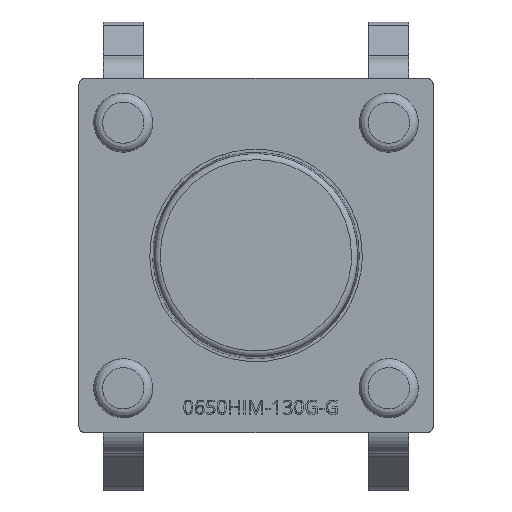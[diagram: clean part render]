
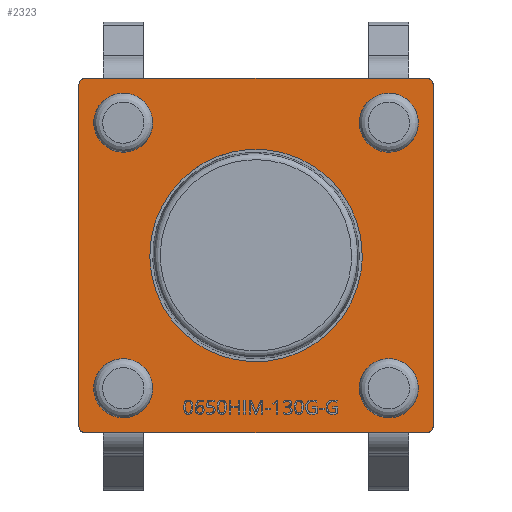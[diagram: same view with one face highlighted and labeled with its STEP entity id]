
A CAD part, top view. The second image highlights one B-rep face of the part: STEP entity #2323.
In plain terms, the highlighted free-form (B-spline) face has degree [1, 1] with [2, 2] control points.
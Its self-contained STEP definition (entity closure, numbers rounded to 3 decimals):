
#2121 = VERTEX_POINT('',#2122);
#2122 = CARTESIAN_POINT('',(-4.25,4.108,
    4.519));
#2127 = EDGE_CURVE('',#2121,#2128,#2130,.T.);
#2128 = VERTEX_POINT('',#2129);
#2129 = CARTESIAN_POINT('',(-4.25,-4.108,
    4.519));
#2130 = B_SPLINE_CURVE_WITH_KNOTS('',1,(#2131,#2132),.UNSPECIFIED.,.F.,
  .F.,(2,2),(0.1,5.9),.PIECEWISE_BEZIER_KNOTS.);
#2131 = CARTESIAN_POINT('',(-4.25,4.108,
    4.519));
#2132 = CARTESIAN_POINT('',(-4.25,-4.108,
    4.519));
#2278 = EDGE_CURVE('',#2121,#2279,#2281,.T.);
#2279 = VERTEX_POINT('',#2280);
#2280 = CARTESIAN_POINT('',(-4.108,4.25,
    4.519));
#2281 = ( BOUNDED_CURVE() B_SPLINE_CURVE(2,(#2282,#2283,#2284),
.UNSPECIFIED.,.F.,.F.) B_SPLINE_CURVE_WITH_KNOTS((3,3),(1.571,
3.142),.PIECEWISE_BEZIER_KNOTS.) CURVE() 
GEOMETRIC_REPRESENTATION_ITEM() RATIONAL_B_SPLINE_CURVE((1.,
0.707,1.)) REPRESENTATION_ITEM('') );
#2282 = CARTESIAN_POINT('',(-4.25,4.108,
    4.519));
#2283 = CARTESIAN_POINT('',(-4.25,4.25,
    4.519));
#2284 = CARTESIAN_POINT('',(-4.108,4.25,
    4.519));
#2304 = VERTEX_POINT('',#2305);
#2305 = CARTESIAN_POINT('',(-4.108,-4.25,
    4.519));
#2310 = EDGE_CURVE('',#2128,#2304,#2311,.T.);
#2311 = ( BOUNDED_CURVE() B_SPLINE_CURVE(2,(#2312,#2313,#2314),
.UNSPECIFIED.,.F.,.F.) B_SPLINE_CURVE_WITH_KNOTS((3,3),(4.712,
6.283),.PIECEWISE_BEZIER_KNOTS.) CURVE() 
GEOMETRIC_REPRESENTATION_ITEM() RATIONAL_B_SPLINE_CURVE((1.,
0.707,1.)) REPRESENTATION_ITEM('') );
#2312 = CARTESIAN_POINT('',(-4.25,-4.108,
    4.519));
#2313 = CARTESIAN_POINT('',(-4.25,-4.25,
    4.519));
#2314 = CARTESIAN_POINT('',(-4.108,-4.25,
    4.519));
#2323 = ADVANCED_FACE('',(#2324,#2364,#2378,#2392,#2406,#2420),#2434,.T.
  );
#2324 = FACE_BOUND('',#2325,.T.);
#2325 = EDGE_LOOP('',(#2326,#2327,#2328,#2335,#2343,#2350,#2358,#2363));
#2326 = ORIENTED_EDGE('',*,*,#2127,.T.);
#2327 = ORIENTED_EDGE('',*,*,#2310,.T.);
#2328 = ORIENTED_EDGE('',*,*,#2329,.T.);
#2329 = EDGE_CURVE('',#2304,#2330,#2332,.T.);
#2330 = VERTEX_POINT('',#2331);
#2331 = CARTESIAN_POINT('',(4.108,-4.25,
    4.519));
#2332 = B_SPLINE_CURVE_WITH_KNOTS('',1,(#2333,#2334),.UNSPECIFIED.,.F.,
  .F.,(2,2),(0.1,5.9),.PIECEWISE_BEZIER_KNOTS.);
#2333 = CARTESIAN_POINT('',(-4.108,-4.25,
    4.519));
#2334 = CARTESIAN_POINT('',(4.108,-4.25,
    4.519));
#2335 = ORIENTED_EDGE('',*,*,#2336,.T.);
#2336 = EDGE_CURVE('',#2330,#2337,#2339,.T.);
#2337 = VERTEX_POINT('',#2338);
#2338 = CARTESIAN_POINT('',(4.25,-4.108,
    4.519));
#2339 = ( BOUNDED_CURVE() B_SPLINE_CURVE(2,(#2340,#2341,#2342),
.UNSPECIFIED.,.F.,.F.) B_SPLINE_CURVE_WITH_KNOTS((3,3),(0.,
1.571),.PIECEWISE_BEZIER_KNOTS.) CURVE() 
GEOMETRIC_REPRESENTATION_ITEM() RATIONAL_B_SPLINE_CURVE((1.,
0.707,1.)) REPRESENTATION_ITEM('') );
#2340 = CARTESIAN_POINT('',(4.108,-4.25,
    4.519));
#2341 = CARTESIAN_POINT('',(4.25,-4.25,
    4.519));
#2342 = CARTESIAN_POINT('',(4.25,-4.108,
    4.519));
#2343 = ORIENTED_EDGE('',*,*,#2344,.T.);
#2344 = EDGE_CURVE('',#2337,#2345,#2347,.T.);
#2345 = VERTEX_POINT('',#2346);
#2346 = CARTESIAN_POINT('',(4.25,4.108,4.519
    ));
#2347 = B_SPLINE_CURVE_WITH_KNOTS('',1,(#2348,#2349),.UNSPECIFIED.,.F.,
  .F.,(2,2),(0.1,5.9),.PIECEWISE_BEZIER_KNOTS.);
#2348 = CARTESIAN_POINT('',(4.25,-4.108,
    4.519));
#2349 = CARTESIAN_POINT('',(4.25,4.108,4.519
    ));
#2350 = ORIENTED_EDGE('',*,*,#2351,.T.);
#2351 = EDGE_CURVE('',#2345,#2352,#2354,.T.);
#2352 = VERTEX_POINT('',#2353);
#2353 = CARTESIAN_POINT('',(4.108,4.25,4.519
    ));
#2354 = ( BOUNDED_CURVE() B_SPLINE_CURVE(2,(#2355,#2356,#2357),
.UNSPECIFIED.,.F.,.F.) B_SPLINE_CURVE_WITH_KNOTS((3,3),(1.571,
3.142),.PIECEWISE_BEZIER_KNOTS.) CURVE() 
GEOMETRIC_REPRESENTATION_ITEM() RATIONAL_B_SPLINE_CURVE((1.,
0.707,1.)) REPRESENTATION_ITEM('') );
#2355 = CARTESIAN_POINT('',(4.25,4.108,4.519
    ));
#2356 = CARTESIAN_POINT('',(4.25,4.25,4.519
    ));
#2357 = CARTESIAN_POINT('',(4.108,4.25,4.519
    ));
#2358 = ORIENTED_EDGE('',*,*,#2359,.T.);
#2359 = EDGE_CURVE('',#2352,#2279,#2360,.T.);
#2360 = B_SPLINE_CURVE_WITH_KNOTS('',1,(#2361,#2362),.UNSPECIFIED.,.F.,
  .F.,(2,2),(0.1,5.9),.PIECEWISE_BEZIER_KNOTS.);
#2361 = CARTESIAN_POINT('',(4.108,4.25,4.519
    ));
#2362 = CARTESIAN_POINT('',(-4.108,4.25,
    4.519));
#2363 = ORIENTED_EDGE('',*,*,#2278,.F.);
#2364 = FACE_BOUND('',#2365,.F.);
#2365 = EDGE_LOOP('',(#2366));
#2366 = ORIENTED_EDGE('',*,*,#2367,.T.);
#2367 = EDGE_CURVE('',#2368,#2368,#2370,.T.);
#2368 = VERTEX_POINT('',#2369);
#2369 = CARTESIAN_POINT('',(2.55,0.,
    4.519));
#2370 = ( BOUNDED_CURVE() B_SPLINE_CURVE(2,(#2371,#2372,#2373,#2374,
#2375,#2376,#2377),.UNSPECIFIED.,.T.,.F.) B_SPLINE_CURVE_WITH_KNOTS((1,2
    ,2,2,2,1),(-2.094,0.,2.094,4.189,
6.283,8.378),.UNSPECIFIED.) CURVE() 
GEOMETRIC_REPRESENTATION_ITEM() RATIONAL_B_SPLINE_CURVE((1.,0.5,1.,0.5,
1.,0.5,1.)) REPRESENTATION_ITEM('') );
#2371 = CARTESIAN_POINT('',(2.55,0.,
    4.519));
#2372 = CARTESIAN_POINT('',(2.55,4.416,4.519
    ));
#2373 = CARTESIAN_POINT('',(-1.275,2.208,
    4.519));
#2374 = CARTESIAN_POINT('',(-5.099,0.,
    4.519));
#2375 = CARTESIAN_POINT('',(-1.275,-2.208,
    4.519));
#2376 = CARTESIAN_POINT('',(2.55,-4.416,
    4.519));
#2377 = CARTESIAN_POINT('',(2.55,0.,
    4.519));
#2378 = FACE_BOUND('',#2379,.F.);
#2379 = EDGE_LOOP('',(#2380));
#2380 = ORIENTED_EDGE('',*,*,#2381,.T.);
#2381 = EDGE_CURVE('',#2382,#2382,#2384,.T.);
#2382 = VERTEX_POINT('',#2383);
#2383 = CARTESIAN_POINT('',(-2.656,-3.187,
    4.519));
#2384 = ( BOUNDED_CURVE() B_SPLINE_CURVE(2,(#2385,#2386,#2387,#2388,
#2389,#2390,#2391),.UNSPECIFIED.,.T.,.F.) B_SPLINE_CURVE_WITH_KNOTS((1,2
    ,2,2,2,1),(-2.094,0.,2.094,4.189,
6.283,8.378),.UNSPECIFIED.) CURVE() 
GEOMETRIC_REPRESENTATION_ITEM() RATIONAL_B_SPLINE_CURVE((1.,0.5,1.,0.5,
1.,0.5,1.)) REPRESENTATION_ITEM('') );
#2385 = CARTESIAN_POINT('',(-2.656,-3.187,
    4.519));
#2386 = CARTESIAN_POINT('',(-2.656,-2.267,
    4.519));
#2387 = CARTESIAN_POINT('',(-3.453,-2.727,
    4.519));
#2388 = CARTESIAN_POINT('',(-4.25,-3.187,
    4.519));
#2389 = CARTESIAN_POINT('',(-3.453,-3.647,
    4.519));
#2390 = CARTESIAN_POINT('',(-2.656,-4.107,
    4.519));
#2391 = CARTESIAN_POINT('',(-2.656,-3.187,
    4.519));
#2392 = FACE_BOUND('',#2393,.F.);
#2393 = EDGE_LOOP('',(#2394));
#2394 = ORIENTED_EDGE('',*,*,#2395,.T.);
#2395 = EDGE_CURVE('',#2396,#2396,#2398,.T.);
#2396 = VERTEX_POINT('',#2397);
#2397 = CARTESIAN_POINT('',(3.718,-3.187,
    4.519));
#2398 = ( BOUNDED_CURVE() B_SPLINE_CURVE(2,(#2399,#2400,#2401,#2402,
#2403,#2404,#2405),.UNSPECIFIED.,.T.,.F.) B_SPLINE_CURVE_WITH_KNOTS((1,2
    ,2,2,2,1),(-2.094,0.,2.094,4.189,
6.283,8.378),.UNSPECIFIED.) CURVE() 
GEOMETRIC_REPRESENTATION_ITEM() RATIONAL_B_SPLINE_CURVE((1.,0.5,1.,0.5,
1.,0.5,1.)) REPRESENTATION_ITEM('') );
#2399 = CARTESIAN_POINT('',(3.718,-3.187,
    4.519));
#2400 = CARTESIAN_POINT('',(3.718,-2.267,4.519
    ));
#2401 = CARTESIAN_POINT('',(2.922,-2.727,
    4.519));
#2402 = CARTESIAN_POINT('',(2.125,-3.187,
    4.519));
#2403 = CARTESIAN_POINT('',(2.922,-3.647,
    4.519));
#2404 = CARTESIAN_POINT('',(3.718,-4.107,
    4.519));
#2405 = CARTESIAN_POINT('',(3.718,-3.187,
    4.519));
#2406 = FACE_BOUND('',#2407,.F.);
#2407 = EDGE_LOOP('',(#2408));
#2408 = ORIENTED_EDGE('',*,*,#2409,.T.);
#2409 = EDGE_CURVE('',#2410,#2410,#2412,.T.);
#2410 = VERTEX_POINT('',#2411);
#2411 = CARTESIAN_POINT('',(3.718,3.187,4.519
    ));
#2412 = ( BOUNDED_CURVE() B_SPLINE_CURVE(2,(#2413,#2414,#2415,#2416,
#2417,#2418,#2419),.UNSPECIFIED.,.T.,.F.) B_SPLINE_CURVE_WITH_KNOTS((1,2
    ,2,2,2,1),(-2.094,0.,2.094,4.189,
6.283,8.378),.UNSPECIFIED.) CURVE() 
GEOMETRIC_REPRESENTATION_ITEM() RATIONAL_B_SPLINE_CURVE((1.,0.5,1.,0.5,
1.,0.5,1.)) REPRESENTATION_ITEM('') );
#2413 = CARTESIAN_POINT('',(3.718,3.187,4.519
    ));
#2414 = CARTESIAN_POINT('',(3.718,4.107,4.519
    ));
#2415 = CARTESIAN_POINT('',(2.922,3.647,4.519
    ));
#2416 = CARTESIAN_POINT('',(2.125,3.187,4.519
    ));
#2417 = CARTESIAN_POINT('',(2.922,2.727,4.519
    ));
#2418 = CARTESIAN_POINT('',(3.718,2.267,4.519)
  );
#2419 = CARTESIAN_POINT('',(3.718,3.187,4.519
    ));
#2420 = FACE_BOUND('',#2421,.F.);
#2421 = EDGE_LOOP('',(#2422));
#2422 = ORIENTED_EDGE('',*,*,#2423,.T.);
#2423 = EDGE_CURVE('',#2424,#2424,#2426,.T.);
#2424 = VERTEX_POINT('',#2425);
#2425 = CARTESIAN_POINT('',(-2.656,3.187,
    4.519));
#2426 = ( BOUNDED_CURVE() B_SPLINE_CURVE(2,(#2427,#2428,#2429,#2430,
#2431,#2432,#2433),.UNSPECIFIED.,.T.,.F.) B_SPLINE_CURVE_WITH_KNOTS((1,2
    ,2,2,2,1),(-2.094,0.,2.094,4.189,
6.283,8.378),.UNSPECIFIED.) CURVE() 
GEOMETRIC_REPRESENTATION_ITEM() RATIONAL_B_SPLINE_CURVE((1.,0.5,1.,0.5,
1.,0.5,1.)) REPRESENTATION_ITEM('') );
#2427 = CARTESIAN_POINT('',(-2.656,3.187,
    4.519));
#2428 = CARTESIAN_POINT('',(-2.656,4.107,
    4.519));
#2429 = CARTESIAN_POINT('',(-3.453,3.647,
    4.519));
#2430 = CARTESIAN_POINT('',(-4.25,3.187,
    4.519));
#2431 = CARTESIAN_POINT('',(-3.453,2.727,
    4.519));
#2432 = CARTESIAN_POINT('',(-2.656,2.267,4.519
    ));
#2433 = CARTESIAN_POINT('',(-2.656,3.187,
    4.519));
#2434 = B_SPLINE_SURFACE_WITH_KNOTS('',1,1,(
    (#2435,#2436)
    ,(#2437,#2438
    )),.UNSPECIFIED.,.F.,.F.,.F.,(2,2),(2,2),(-3.,3.),(-3.,3.),
  .PIECEWISE_BEZIER_KNOTS.);
#2435 = CARTESIAN_POINT('',(-4.25,-4.25,
    4.519));
#2436 = CARTESIAN_POINT('',(-4.25,4.25,
    4.519));
#2437 = CARTESIAN_POINT('',(4.25,-4.25,
    4.519));
#2438 = CARTESIAN_POINT('',(4.25,4.25,4.519
    ));
